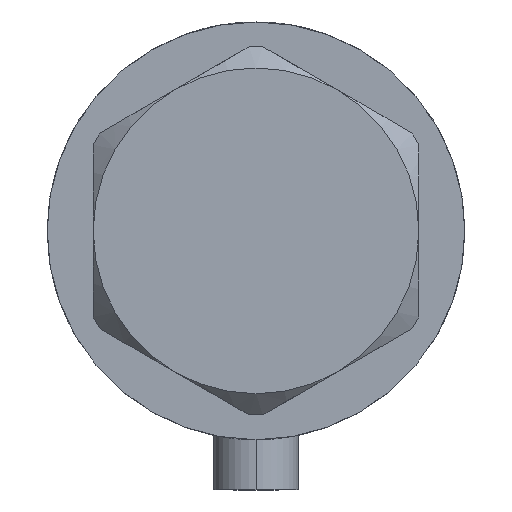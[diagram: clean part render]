
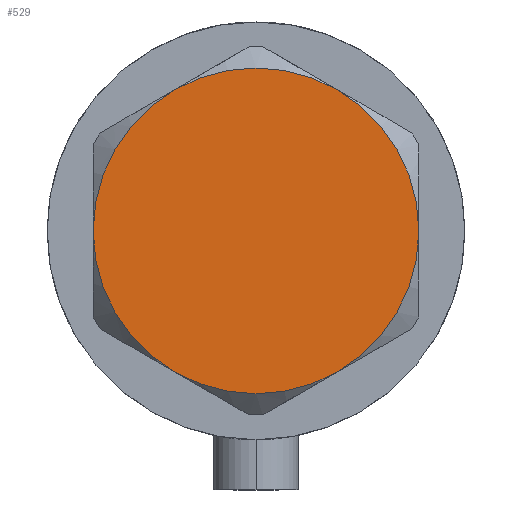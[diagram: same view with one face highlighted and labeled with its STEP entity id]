
A CAD part, left-side view. The second image highlights one B-rep face of the part: STEP entity #529.
In plain terms, the highlighted face is planar.
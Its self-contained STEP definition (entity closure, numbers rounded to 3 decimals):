
#118 = CARTESIAN_POINT ( 'NONE',  ( 0., 0., 13. ) ) ;
#167 = AXIS2_PLACEMENT_3D ( 'NONE', #3884, #2900, #4232 ) ;
#193 = DIRECTION ( 'NONE',  ( 0., 0., 1. ) ) ;
#226 = DIRECTION ( 'NONE',  ( 0., 0., 1. ) ) ;
#283 = ORIENTED_EDGE ( 'NONE', *, *, #2999, .T. ) ;
#319 = AXIS2_PLACEMENT_3D ( 'NONE', #2111, #4180, #2205 ) ;
#481 = CARTESIAN_POINT ( 'NONE',  ( 23., 0., 13. ) ) ;
#529 = ADVANCED_FACE ( 'NONE', ( #2735 ), #3021, .T. ) ;
#612 = VERTEX_POINT ( 'NONE', #677 ) ;
#677 = CARTESIAN_POINT ( 'NONE',  ( 11.5, -19.919, 13. ) ) ;
#790 = EDGE_LOOP ( 'NONE', ( #3090, #3326, #945, #2849, #1919, #283 ) ) ;
#793 = AXIS2_PLACEMENT_3D ( 'NONE', #918, #226, #2441 ) ;
#818 = AXIS2_PLACEMENT_3D ( 'NONE', #118, #1498, #1476 ) ;
#918 = CARTESIAN_POINT ( 'NONE',  ( 0., 0., 13. ) ) ;
#945 = ORIENTED_EDGE ( 'NONE', *, *, #1711, .T. ) ;
#1081 = CARTESIAN_POINT ( 'NONE',  ( -23., 0., 13. ) ) ;
#1084 = VERTEX_POINT ( 'NONE', #2011 ) ;
#1277 = DIRECTION ( 'NONE',  ( 1., 0., 0. ) ) ;
#1462 = DIRECTION ( 'NONE',  ( 1., 0., 0. ) ) ;
#1476 = DIRECTION ( 'NONE',  ( 1., 0., 0. ) ) ;
#1498 = DIRECTION ( 'NONE',  ( 0., 0., 1. ) ) ;
#1506 = DIRECTION ( 'NONE',  ( 0., 0., 1. ) ) ;
#1631 = VERTEX_POINT ( 'NONE', #3460 ) ;
#1678 = CIRCLE ( 'NONE', #1741, 23. ) ;
#1711 = EDGE_CURVE ( 'NONE', #1084, #1631, #1678, .T. ) ;
#1741 = AXIS2_PLACEMENT_3D ( 'NONE', #3612, #3707, #1277 ) ;
#1775 = VERTEX_POINT ( 'NONE', #481 ) ;
#1919 = ORIENTED_EDGE ( 'NONE', *, *, #4071, .T. ) ;
#2011 = CARTESIAN_POINT ( 'NONE',  ( 11.5, 19.919, 13. ) ) ;
#2111 = CARTESIAN_POINT ( 'NONE',  ( 0., 0., 13. ) ) ;
#2115 = AXIS2_PLACEMENT_3D ( 'NONE', #2742, #1506, #1462 ) ;
#2205 = DIRECTION ( 'NONE',  ( 1., 0., 0. ) ) ;
#2234 = VERTEX_POINT ( 'NONE', #2650 ) ;
#2251 = CARTESIAN_POINT ( 'NONE',  ( 0., 0., 13. ) ) ;
#2441 = DIRECTION ( 'NONE',  ( 1., 0., 0. ) ) ;
#2558 = AXIS2_PLACEMENT_3D ( 'NONE', #2251, #193, #3322 ) ;
#2638 = CIRCLE ( 'NONE', #319, 23. ) ;
#2650 = CARTESIAN_POINT ( 'NONE',  ( -11.5, -19.919, 13. ) ) ;
#2735 = FACE_OUTER_BOUND ( 'NONE', #790, .T. ) ;
#2742 = CARTESIAN_POINT ( 'NONE',  ( 0., 0., 13. ) ) ;
#2838 = VERTEX_POINT ( 'NONE', #1081 ) ;
#2849 = ORIENTED_EDGE ( 'NONE', *, *, #3922, .T. ) ;
#2900 = DIRECTION ( 'NONE',  ( 0., 0., 1. ) ) ;
#2936 = CIRCLE ( 'NONE', #2558, 23. ) ;
#2966 = EDGE_CURVE ( 'NONE', #1775, #1084, #3137, .T. ) ;
#2999 = EDGE_CURVE ( 'NONE', #2234, #612, #3723, .T. ) ;
#3021 = PLANE ( 'NONE',  #793 ) ;
#3090 = ORIENTED_EDGE ( 'NONE', *, *, #3951, .T. ) ;
#3137 = CIRCLE ( 'NONE', #2115, 23. ) ;
#3322 = DIRECTION ( 'NONE',  ( 1., 0., 0. ) ) ;
#3326 = ORIENTED_EDGE ( 'NONE', *, *, #2966, .T. ) ;
#3460 = CARTESIAN_POINT ( 'NONE',  ( -11.5, 19.919, 13. ) ) ;
#3612 = CARTESIAN_POINT ( 'NONE',  ( 0., 0., 13. ) ) ;
#3707 = DIRECTION ( 'NONE',  ( 0., 0., 1. ) ) ;
#3723 = CIRCLE ( 'NONE', #167, 23. ) ;
#3884 = CARTESIAN_POINT ( 'NONE',  ( 0., 0., 13. ) ) ;
#3922 = EDGE_CURVE ( 'NONE', #1631, #2838, #2638, .T. ) ;
#3951 = EDGE_CURVE ( 'NONE', #612, #1775, #4021, .T. ) ;
#4021 = CIRCLE ( 'NONE', #818, 23. ) ;
#4071 = EDGE_CURVE ( 'NONE', #2838, #2234, #2936, .T. ) ;
#4180 = DIRECTION ( 'NONE',  ( 0., 0., 1. ) ) ;
#4232 = DIRECTION ( 'NONE',  ( 1., 0., 0. ) ) ;
